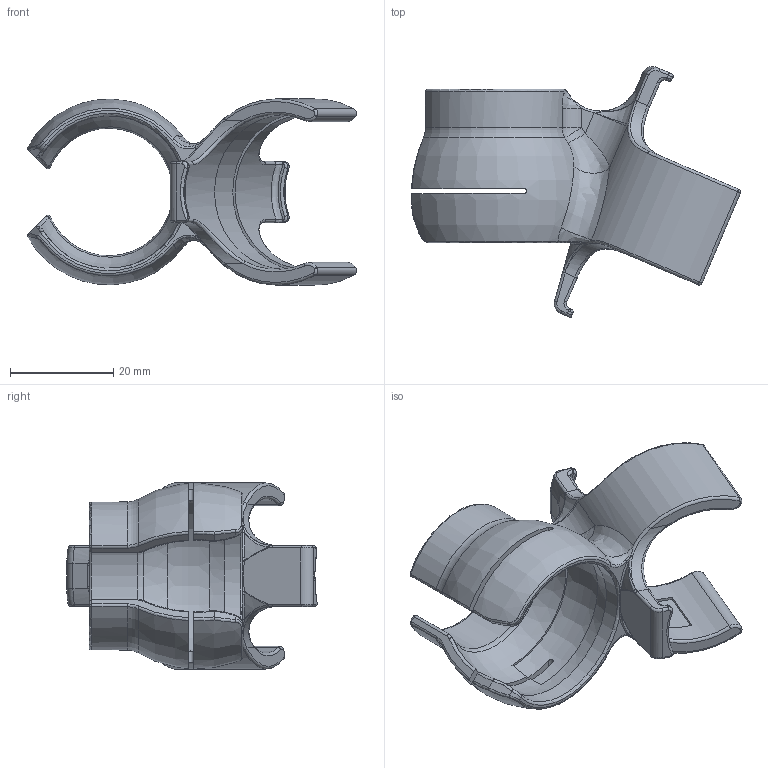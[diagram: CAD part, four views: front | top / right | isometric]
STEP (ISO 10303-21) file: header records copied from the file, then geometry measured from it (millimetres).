
FILE_DESCRIPTION(/* description */ ('Unknown'),/* implementation_level */ '2;1');
FILE_NAME(/* name */ 'CLIP THUNDER INCL-2',/* time_stamp */ '2023-03-06T10:30:05+01:00',/* author */ ('Unknown'),/* organization */ ('Unknown'),/* preprocessor_version */ 'ST-DEVELOPER v18.102',/* originating_system */ 'Solid Edge',/* authorisation */ 'Unknown');
FILE_SCHEMA (('AUTOMOTIVE_DESIGN {1 0 10303 214 3 1 1}'));
Length unit declared in the file: millimetre
Products named in the file (1): CLIP THUNDER INCL-2
Bounding box: 63.65 x 48.49 x 36 mm (x, y, z)
Volume: 11575.9 mm3; surface area: 9451.4 mm2
Topology: 1 solids, 1 shells, 241 faces, 592 edges, 344 vertices
Faces by surface type: bspline 81, cylinder 60, torus 51, plane 41, sphere 8
Entity records: 8290 total; most frequent: CARTESIAN_POINT 3186, ORIENTED_EDGE 1160, DIRECTION 977, EDGE_CURVE 580, AXIS2_PLACEMENT_3D 431, VERTEX_POINT 342, CIRCLE 250, EDGE_LOOP 242
